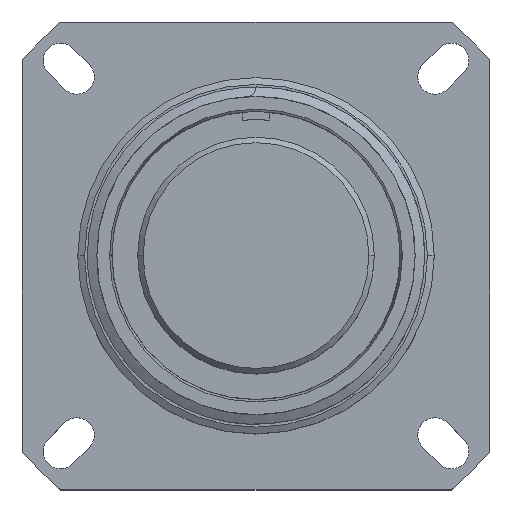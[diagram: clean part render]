
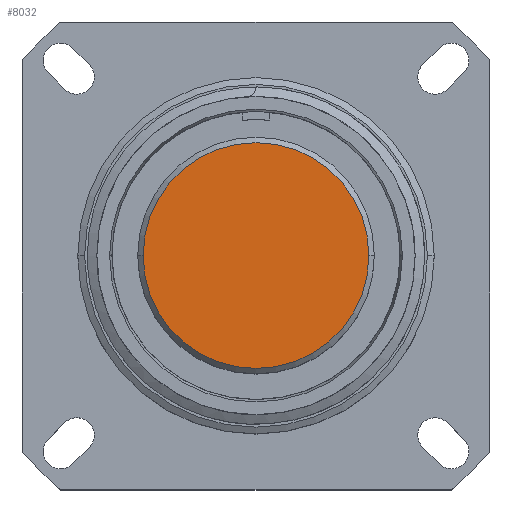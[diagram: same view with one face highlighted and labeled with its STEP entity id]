
A CAD part, top view. The second image highlights one B-rep face of the part: STEP entity #8032.
In plain terms, the highlighted planar face has unit normal (0, 0, 1).
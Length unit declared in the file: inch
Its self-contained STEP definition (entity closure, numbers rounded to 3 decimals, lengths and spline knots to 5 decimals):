
#91 = AXIS2_PLACEMENT_3D ( 'NONE', #7191, #1127, #11195 ) ;
#470 = CARTESIAN_POINT ( 'NONE',  ( 0.415, 0., -0.018 ) ) ;
#905 = DIRECTION ( 'NONE',  ( 0., 0., -1. ) ) ;
#949 = CIRCLE ( 'NONE', #7412, 0.415 ) ;
#1127 = DIRECTION ( 'NONE',  ( 0., 0., 1. ) ) ;
#2875 = CARTESIAN_POINT ( 'NONE',  ( -0.415, 0., -0.018 ) ) ;
#3592 = DIRECTION ( 'NONE',  ( -1., 0., 0. ) ) ;
#4008 = AXIS2_PLACEMENT_3D ( 'NONE', #8699, #905, #11890 ) ;
#4140 = PLANE ( 'NONE',  #91 ) ;
#4575 = CARTESIAN_POINT ( 'NONE',  ( 0., 0., -0.018 ) ) ;
#7191 = CARTESIAN_POINT ( 'NONE',  ( 0., 0., -0.018 ) ) ;
#7240 = ORIENTED_EDGE ( 'NONE', *, *, #8997, .F. ) ;
#7412 = AXIS2_PLACEMENT_3D ( 'NONE', #4575, #10521, #3592 ) ;
#7518 = VERTEX_POINT ( 'NONE', #470 ) ;
#7632 = ORIENTED_EDGE ( 'NONE', *, *, #10660, .F. ) ;
#7713 = EDGE_LOOP ( 'NONE', ( #7632, #7240 ) ) ;
#8032 = ADVANCED_FACE ( 'NONE', ( #11973 ), #4140, .T. ) ;
#8699 = CARTESIAN_POINT ( 'NONE',  ( 0., 0., -0.018 ) ) ;
#8997 = EDGE_CURVE ( 'NONE', #7518, #11513, #949, .T. ) ;
#9656 = CIRCLE ( 'NONE', #4008, 0.415 ) ;
#10521 = DIRECTION ( 'NONE',  ( 0., 0., -1. ) ) ;
#10660 = EDGE_CURVE ( 'NONE', #11513, #7518, #9656, .T. ) ;
#11195 = DIRECTION ( 'NONE',  ( 1., 0., 0. ) ) ;
#11513 = VERTEX_POINT ( 'NONE', #2875 ) ;
#11890 = DIRECTION ( 'NONE',  ( -1., 0., 0. ) ) ;
#11973 = FACE_OUTER_BOUND ( 'NONE', #7713, .T. ) ;
